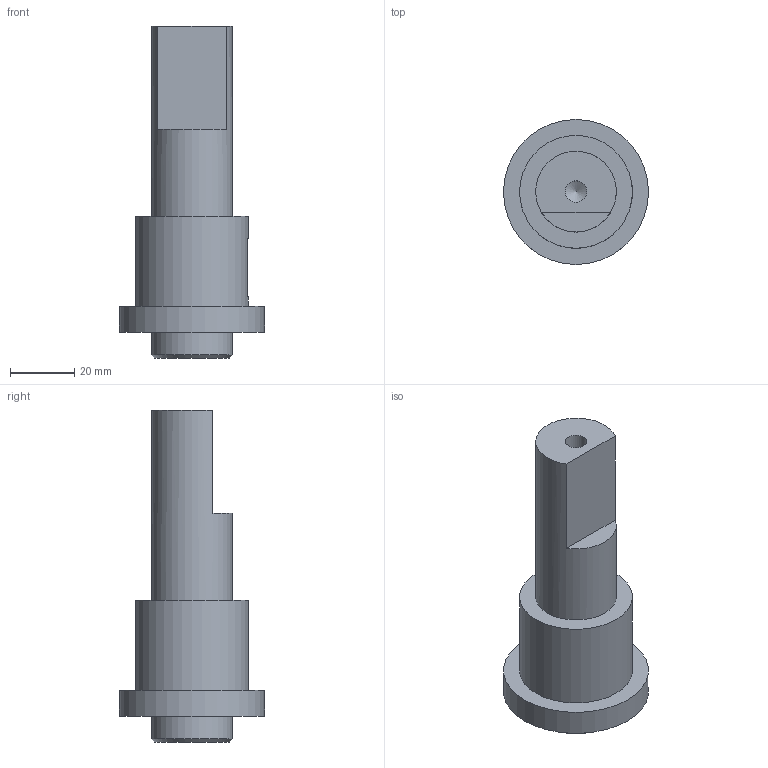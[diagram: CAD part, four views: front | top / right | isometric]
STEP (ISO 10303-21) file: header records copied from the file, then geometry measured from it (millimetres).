
FILE_DESCRIPTION(/* description */ ('STEP AP214'),/* implementation_level */ '2;1');
FILE_NAME(/* name */ '6819422150d50a4ee4875a92',/* time_stamp */ '2025-05-05T22:56:34Z',/* author */ (''),/* organization */ (''),/* preprocessor_version */ 'ST-DEVELOPER v20',/* originating_system */ 'ONSHAPE BY PTC INC, 1.197',/* authorisation */ ' ');
FILE_SCHEMA (('AUTOMOTIVE_DESIGN {1 0 10303 214 3 1 1}'));
Length unit declared in the file: metre
Products named in the file (1): Part 1
Bounding box: 45 x 45 x 103 mm (x, y, z)
Volume: 68479 mm3; surface area: 13088.4 mm2
Topology: 1 solids, 1 shells, 19 faces, 40 edges, 26 vertices
Faces by surface type: plane 12, cylinder 5, cone 2
Full cylindrical faces by diameter (mm): 6.647 x1, 25 x2, 35 x1, 45 x1
Entity records: 470 total; most frequent: DIRECTION 82, CARTESIAN_POINT 71, ORIENTED_EDGE 56, AXIS2_PLACEMENT_3D 34, FACE_BOUND 31, EDGE_LOOP 30, EDGE_CURVE 28, VERTEX_POINT 23
